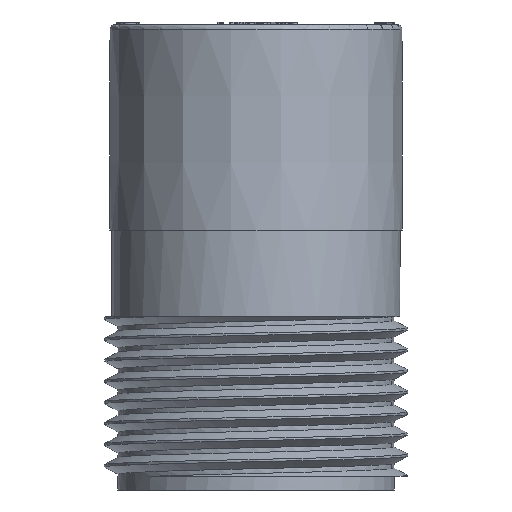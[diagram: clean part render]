
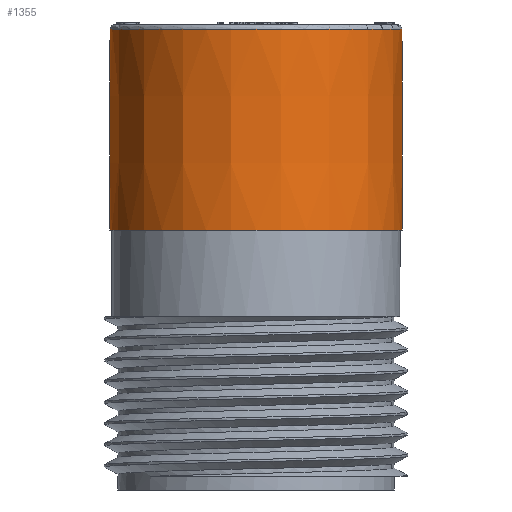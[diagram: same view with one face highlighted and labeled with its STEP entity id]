
A CAD part, front view. The second image highlights one B-rep face of the part: STEP entity #1355.
In plain terms, the highlighted conical face has half-angle 0.127 degrees and reference radius 16.05 mm.
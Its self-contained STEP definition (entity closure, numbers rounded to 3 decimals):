
#122=CONICAL_SURFACE('',#10798,16.05,0.127);
#1325=FACE_BOUND('',#3021,.T.);
#1326=FACE_BOUND('',#3022,.T.);
#1355=ADVANCED_FACE('',(#1325,#1326),#122,.T.);
#3021=EDGE_LOOP('',(#4080));
#3022=EDGE_LOOP('',(#4081));
#3623=CIRCLE('',#10796,16.001);
#3624=CIRCLE('',#10797,16.05);
#4080=ORIENTED_EDGE('',*,*,#8439,.T.);
#4081=ORIENTED_EDGE('',*,*,#8440,.F.);
#7346=VERTEX_POINT('',#15765);
#7347=VERTEX_POINT('',#15767);
#8439=EDGE_CURVE('',#7346,#7346,#3623,.T.);
#8440=EDGE_CURVE('',#7347,#7347,#3624,.T.);
#10796=AXIS2_PLACEMENT_3D('',#15764,#11358,#11359);
#10797=AXIS2_PLACEMENT_3D('',#15766,#11360,#11361);
#10798=AXIS2_PLACEMENT_3D('',#15768,#11362,#11363);
#11358=DIRECTION('',(0.,0.,-1.));
#11359=DIRECTION('',(1.,0.,0.));
#11360=DIRECTION('',(0.,0.,-1.));
#11361=DIRECTION('',(-1.,0.,0.));
#11362=DIRECTION('',(0.,0.,-1.));
#11363=DIRECTION('',(-1.,0.,0.));
#15764=CARTESIAN_POINT('',(198.,149.5,45.005));
#15765=CARTESIAN_POINT('',(214.001,149.5,45.005));
#15766=CARTESIAN_POINT('',(198.,149.5,23.004));
#15767=CARTESIAN_POINT('',(181.95,149.5,23.004));
#15768=CARTESIAN_POINT('',(198.,149.5,23.004));
